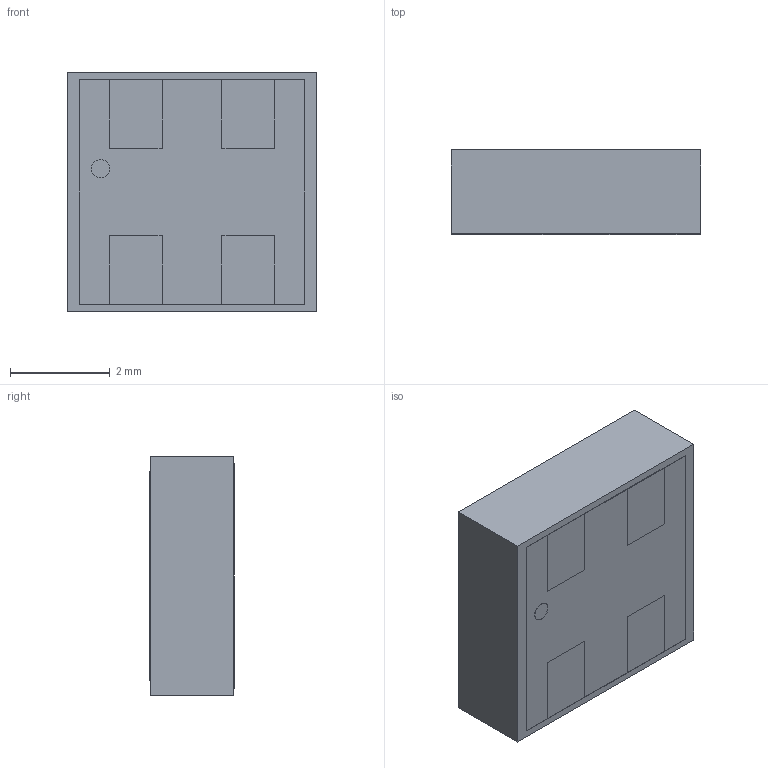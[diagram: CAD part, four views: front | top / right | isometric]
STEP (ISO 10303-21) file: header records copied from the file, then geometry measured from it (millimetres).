
FILE_DESCRIPTION (( 'STEP AP214' ), '1' );
FILE_NAME ('Default.STEP', '2018-06-26T22:25:17', ( '' ), ( '' ), 'SwSTEP 2.0', 'SolidWorks 2014', '' );
FILE_SCHEMA (( 'AUTOMOTIVE_DESIGN' ));
Length unit declared in the file: millimetre
Products named in the file (1): Default
Bounding box: 5 x 1.7 x 4.8 mm (x, y, z)
Volume: 40.7 mm3; surface area: 81.5 mm2
Topology: 1 solids, 1 shells, 89 faces, 243 edges, 162 vertices
Faces by surface type: plane 87, cylinder 2
Entity records: 3609 total; most frequent: CARTESIAN_POINT 495, ORIENTED_EDGE 486, DIRECTION 427, EDGE_CURVE 243, VECTOR 239, LINE 239, VERTEX_POINT 162, EDGE_LOOP 95
